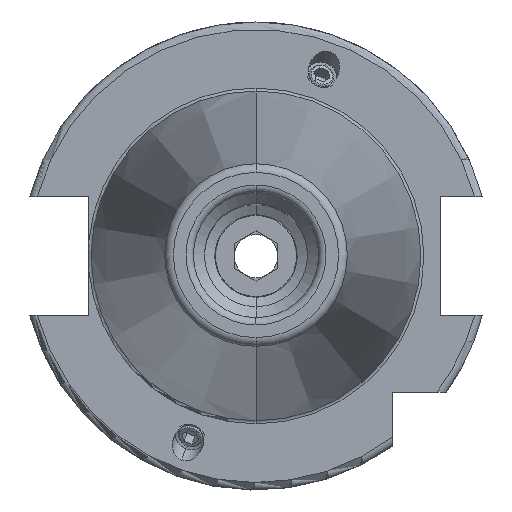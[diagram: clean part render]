
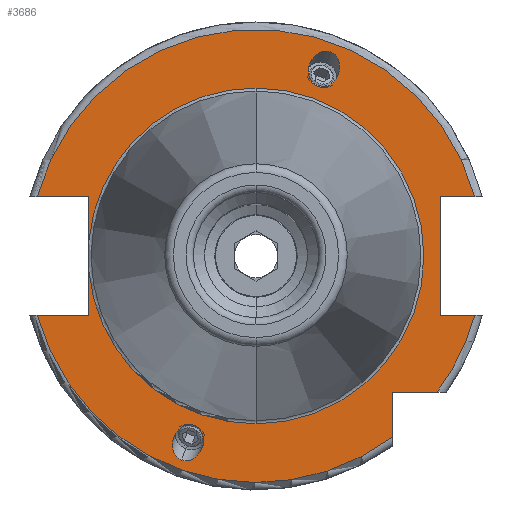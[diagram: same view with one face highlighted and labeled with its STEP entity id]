
A CAD part, top view. The second image highlights one B-rep face of the part: STEP entity #3686.
In plain terms, the highlighted planar face has unit normal (0, 0, 1).
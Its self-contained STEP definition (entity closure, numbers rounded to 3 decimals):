
#691=CARTESIAN_POINT('',(0,0,15.9));
#692=DIRECTION('',(0,0,1));
#693=DIRECTION('',(0.965,0.262,0));
#694=AXIS2_PLACEMENT_3D('',#691,#692,#693);
#742=CARTESIAN_POINT('',(0,0,15.9));
#743=DIRECTION('',(0,0,1));
#744=DIRECTION('',(-0.965,-0.262,0));
#745=AXIS2_PLACEMENT_3D('',#742,#743,#744);
#758=DIRECTION('',(1,0,0));
#759=VECTOR('',#758,7.004);
#760=CARTESIAN_POINT('',(-29.704,-8.05,15.9));
#761=LINE('',#760,#759);
#762=DIRECTION('',(0,1,0));
#763=VECTOR('',#762,5.917);
#764=CARTESIAN_POINT('',(-22.7,-8.05,15.9));
#765=LINE('',#764,#763);
#766=DIRECTION('',(0,1,0));
#767=VECTOR('',#766,5.917);
#768=CARTESIAN_POINT('',(-22.7,2.133,15.9));
#769=LINE('',#768,#767);
#770=DIRECTION('',(1,0,0));
#771=VECTOR('',#770,7.004);
#772=CARTESIAN_POINT('',(-29.704,8.05,15.9));
#773=LINE('',#772,#771);
#774=DIRECTION('',(-1,0,0));
#775=VECTOR('',#774,4.704);
#776=CARTESIAN_POINT('',(29.704,8.05,15.9));
#777=LINE('',#776,#775);
#778=DIRECTION('',(0,-1,0));
#779=VECTOR('',#778,16.1);
#780=CARTESIAN_POINT('',(25,8.05,15.9));
#781=LINE('',#780,#779);
#782=DIRECTION('',(-1,0,0));
#783=VECTOR('',#782,4.704);
#784=CARTESIAN_POINT('',(29.704,-8.05,15.9));
#785=LINE('',#784,#783);
#786=CARTESIAN_POINT('',(0,0,15.9));
#787=DIRECTION('',(0,0,1));
#788=DIRECTION('',(0.799,-0.601,0));
#789=AXIS2_PLACEMENT_3D('',#786,#787,#788);
#791=DIRECTION('',(-1,0,0));
#792=VECTOR('',#791,6.094);
#793=CARTESIAN_POINT('',(24.594,-18.5,15.9));
#794=LINE('',#793,#792);
#795=DIRECTION('',(0,1,0));
#796=VECTOR('',#795,6.094);
#797=CARTESIAN_POINT('',(18.5,-24.594,15.9));
#798=LINE('',#797,#796);
#799=CARTESIAN_POINT('',(10.09,27.723,15.9));
#800=CARTESIAN_POINT('',(9.863,27.806,15.9));
#801=CARTESIAN_POINT('',(9.337,27.884,15.9));
#802=CARTESIAN_POINT('',(8.455,27.594,15.9));
#803=CARTESIAN_POINT('',(7.834,27.033,15.9));
#804=CARTESIAN_POINT('',(7.483,26.49,15.9));
#805=CARTESIAN_POINT('',(7.298,26.077,15.9));
#806=CARTESIAN_POINT('',(7.174,25.641,15.9));
#807=CARTESIAN_POINT('',(7.094,25.,15.9));
#808=CARTESIAN_POINT('',(7.208,24.17,15.9));
#809=CARTESIAN_POINT('',(7.698,23.381,15.9));
#810=CARTESIAN_POINT('',(8.152,23.103,15.9));
#811=CARTESIAN_POINT('',(8.379,23.02,15.9));
#813=CARTESIAN_POINT('',(8.379,23.02,15.9));
#814=CARTESIAN_POINT('',(8.606,22.937,15.9));
#815=CARTESIAN_POINT('',(9.133,22.859,15.9));
#816=CARTESIAN_POINT('',(10.014,23.149,15.9));
#817=CARTESIAN_POINT('',(10.635,23.711,15.9));
#818=CARTESIAN_POINT('',(10.986,24.253,15.9));
#819=CARTESIAN_POINT('',(11.171,24.667,15.9));
#820=CARTESIAN_POINT('',(11.295,25.103,15.9));
#821=CARTESIAN_POINT('',(11.375,25.744,15.9));
#822=CARTESIAN_POINT('',(11.261,26.573,15.9));
#823=CARTESIAN_POINT('',(10.771,27.362,15.9));
#824=CARTESIAN_POINT('',(10.318,27.641,15.9));
#825=CARTESIAN_POINT('',(10.09,27.723,15.9));
#827=CARTESIAN_POINT('',(-10.09,-27.723,15.9));
#828=CARTESIAN_POINT('',(-10.318,-27.641,15.9));
#829=CARTESIAN_POINT('',(-10.771,-27.362,15.9));
#830=CARTESIAN_POINT('',(-11.261,-26.573,15.9));
#831=CARTESIAN_POINT('',(-11.375,-25.744,15.9));
#832=CARTESIAN_POINT('',(-11.295,-25.103,15.9));
#833=CARTESIAN_POINT('',(-11.171,-24.667,15.9));
#834=CARTESIAN_POINT('',(-10.986,-24.253,15.9));
#835=CARTESIAN_POINT('',(-10.635,-23.711,15.9));
#836=CARTESIAN_POINT('',(-10.014,-23.149,15.9));
#837=CARTESIAN_POINT('',(-9.133,-22.859,15.9));
#838=CARTESIAN_POINT('',(-8.606,-22.937,15.9));
#839=CARTESIAN_POINT('',(-8.379,-23.02,15.9));
#841=CARTESIAN_POINT('',(-8.379,-23.02,15.9));
#842=CARTESIAN_POINT('',(-8.152,-23.103,15.9));
#843=CARTESIAN_POINT('',(-7.698,-23.381,15.9));
#844=CARTESIAN_POINT('',(-7.208,-24.17,15.9));
#845=CARTESIAN_POINT('',(-7.094,-25.,15.9));
#846=CARTESIAN_POINT('',(-7.174,-25.641,15.9));
#847=CARTESIAN_POINT('',(-7.298,-26.077,15.9));
#848=CARTESIAN_POINT('',(-7.483,-26.49,15.9));
#849=CARTESIAN_POINT('',(-7.834,-27.033,15.9));
#850=CARTESIAN_POINT('',(-8.455,-27.594,15.9));
#851=CARTESIAN_POINT('',(-9.337,-27.884,15.9));
#852=CARTESIAN_POINT('',(-9.863,-27.806,15.9));
#853=CARTESIAN_POINT('',(-10.09,-27.723,15.9));
#865=CARTESIAN_POINT('',(0,0,15.9));
#866=DIRECTION('',(0,0,1));
#867=DIRECTION('',(0,1,0));
#868=AXIS2_PLACEMENT_3D('',#865,#866,#867);
#880=CARTESIAN_POINT('',(0,0,15.9));
#881=DIRECTION('',(0,0,1));
#882=DIRECTION('',(-0.996,-0.094,0));
#883=AXIS2_PLACEMENT_3D('',#880,#881,#882);
#885=CARTESIAN_POINT('',(0,0,15.9));
#886=DIRECTION('',(0,0,-1));
#887=DIRECTION('',(0,1,0));
#888=AXIS2_PLACEMENT_3D('',#885,#886,#887);
#2466=CARTESIAN_POINT('',(0,22.8,15.9));
#2468=VERTEX_POINT('',#2466);
#2488=CARTESIAN_POINT('',(0,-22.8,15.9));
#2490=VERTEX_POINT('',#2488);
#2636=CARTESIAN_POINT('',(-29.704,-8.05,15.9));
#2637=CARTESIAN_POINT('',(-22.7,-8.05,15.9));
#2638=VERTEX_POINT('',#2636);
#2639=VERTEX_POINT('',#2637);
#2640=CARTESIAN_POINT('',(-22.7,-2.133,15.9));
#2641=VERTEX_POINT('',#2640);
#2642=CARTESIAN_POINT('',(-22.7,2.133,15.9));
#2643=CARTESIAN_POINT('',(-22.7,8.05,15.9));
#2644=VERTEX_POINT('',#2642);
#2645=VERTEX_POINT('',#2643);
#2646=CARTESIAN_POINT('',(-29.704,8.05,15.9));
#2647=VERTEX_POINT('',#2646);
#2648=CARTESIAN_POINT('',(25,8.05,15.9));
#2649=CARTESIAN_POINT('',(25,-8.05,15.9));
#2650=VERTEX_POINT('',#2648);
#2651=VERTEX_POINT('',#2649);
#2652=CARTESIAN_POINT('',(29.704,-8.05,15.9));
#2653=VERTEX_POINT('',#2652);
#2654=CARTESIAN_POINT('',(29.704,8.05,15.9));
#2655=VERTEX_POINT('',#2654);
#2656=CARTESIAN_POINT('',(18.5,-24.594,15.9));
#2657=CARTESIAN_POINT('',(18.5,-18.5,15.9));
#2658=VERTEX_POINT('',#2656);
#2659=VERTEX_POINT('',#2657);
#2660=CARTESIAN_POINT('',(24.594,-18.5,15.9));
#2661=VERTEX_POINT('',#2660);
#2706=VERTEX_POINT('',#799);
#2707=VERTEX_POINT('',#811);
#2751=CARTESIAN_POINT('',(-10.09,-27.723,15.9));
#2753=VERTEX_POINT('',#2751);
#2754=CARTESIAN_POINT('',(-8.379,-23.02,15.9));
#2755=VERTEX_POINT('',#2754);
#3647=CARTESIAN_POINT('',(0,0,15.9));
#3648=DIRECTION('',(0,0,-1));
#3649=DIRECTION('',(0,-1,0));
#3650=AXIS2_PLACEMENT_3D('',#3647,#3648,#3649);
#3651=PLANE('',#3650);
#3652=ORIENTED_EDGE('',*,*,#3024,.T.);
#3653=ORIENTED_EDGE('',*,*,#3063,.T.);
#3655=ORIENTED_EDGE('',*,*,#3654,.T.);
#3657=ORIENTED_EDGE('',*,*,#3656,.F.);
#3659=ORIENTED_EDGE('',*,*,#3658,.T.);
#3660=ORIENTED_EDGE('',*,*,#3059,.T.);
#3661=ORIENTED_EDGE('',*,*,#3097,.F.);
#3662=ORIENTED_EDGE('',*,*,#3625,.F.);
#3664=ORIENTED_EDGE('',*,*,#3663,.T.);
#3666=ORIENTED_EDGE('',*,*,#3665,.T.);
#3667=ORIENTED_EDGE('',*,*,#3173,.F.);
#3668=ORIENTED_EDGE('',*,*,#3615,.F.);
#3669=ORIENTED_EDGE('',*,*,#3230,.T.);
#3670=ORIENTED_EDGE('',*,*,#3281,.F.);
#3671=ORIENTED_EDGE('',*,*,#3641,.F.);
#3672=EDGE_LOOP('',(#3652,#3653,#3655,#3657,#3659,#3660,#3661,#3662,#3664,#3666,
#3667,#3668,#3669,#3670,#3671));
#3673=FACE_OUTER_BOUND('',#3672,.F.);
#3675=ORIENTED_EDGE('',*,*,#3674,.T.);
#3677=ORIENTED_EDGE('',*,*,#3676,.T.);
#3678=EDGE_LOOP('',(#3675,#3677));
#3679=FACE_BOUND('',#3678,.F.);
#3681=ORIENTED_EDGE('',*,*,#3680,.F.);
#3683=ORIENTED_EDGE('',*,*,#3682,.F.);
#3684=EDGE_LOOP('',(#3681,#3683));
#3685=FACE_BOUND('',#3684,.F.);
#3686=ADVANCED_FACE('',(#3673,#3679,#3685),#3651,.F.);
#695=CIRCLE('',#694,30.775);
#746=CIRCLE('',#745,30.775);
#790=CIRCLE('',#789,30.775);
#812=B_SPLINE_CURVE_WITH_KNOTS('',3,(#799,#800,#801,#802,#803,#804,#805,#806,
#807,#808,#809,#810,#811),.UNSPECIFIED.,.F.,.F.,(4,1,1,1,1,1,1,1,1,1,4),(0,
0.125,0.25,0.375,0.438,0.5,0.563,0.625,0.75,0.875,1),
.UNSPECIFIED.);
#826=B_SPLINE_CURVE_WITH_KNOTS('',3,(#813,#814,#815,#816,#817,#818,#819,#820,
#821,#822,#823,#824,#825),.UNSPECIFIED.,.F.,.F.,(4,1,1,1,1,1,1,1,1,1,4),(0,
0.125,0.25,0.375,0.438,0.5,0.563,0.625,0.75,0.875,1),
.UNSPECIFIED.);
#840=B_SPLINE_CURVE_WITH_KNOTS('',3,(#827,#828,#829,#830,#831,#832,#833,#834,
#835,#836,#837,#838,#839),.UNSPECIFIED.,.F.,.F.,(4,1,1,1,1,1,1,1,1,1,4),(0,
0.125,0.25,0.375,0.438,0.5,0.563,0.625,0.75,0.875,1),
.UNSPECIFIED.);
#854=B_SPLINE_CURVE_WITH_KNOTS('',3,(#841,#842,#843,#844,#845,#846,#847,#848,
#849,#850,#851,#852,#853),.UNSPECIFIED.,.F.,.F.,(4,1,1,1,1,1,1,1,1,1,4),(0,
0.125,0.25,0.375,0.438,0.5,0.563,0.625,0.75,0.875,1),
.UNSPECIFIED.);
#869=CIRCLE('',#868,22.8);
#884=CIRCLE('',#883,22.8);
#889=CIRCLE('',#888,22.8);
#3024=EDGE_CURVE('',#2638,#2639,#761,.T.);
#3059=EDGE_CURVE('',#2644,#2645,#769,.T.);
#3063=EDGE_CURVE('',#2639,#2641,#765,.T.);
#3097=EDGE_CURVE('',#2647,#2645,#773,.T.);
#3173=EDGE_CURVE('',#2653,#2651,#785,.T.);
#3230=EDGE_CURVE('',#2661,#2659,#794,.T.);
#3281=EDGE_CURVE('',#2658,#2659,#798,.T.);
#3615=EDGE_CURVE('',#2661,#2653,#790,.T.);
#3625=EDGE_CURVE('',#2655,#2647,#695,.T.);
#3641=EDGE_CURVE('',#2638,#2658,#746,.T.);
#3654=EDGE_CURVE('',#2641,#2490,#884,.T.);
#3656=EDGE_CURVE('',#2468,#2490,#889,.T.);
#3658=EDGE_CURVE('',#2468,#2644,#869,.T.);
#3663=EDGE_CURVE('',#2655,#2650,#777,.T.);
#3665=EDGE_CURVE('',#2650,#2651,#781,.T.);
#3674=EDGE_CURVE('',#2706,#2707,#812,.T.);
#3676=EDGE_CURVE('',#2707,#2706,#826,.T.);
#3680=EDGE_CURVE('',#2753,#2755,#840,.T.);
#3682=EDGE_CURVE('',#2755,#2753,#854,.T.);
